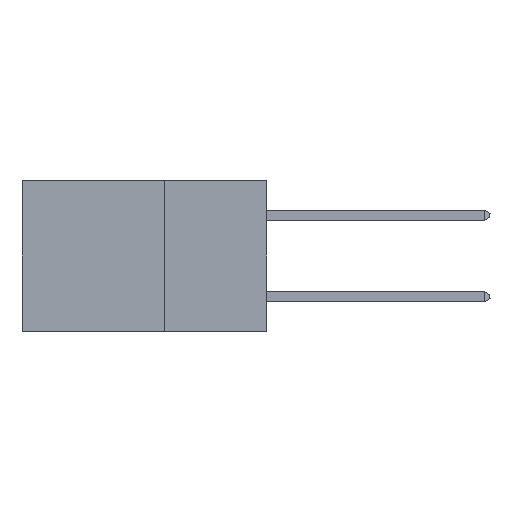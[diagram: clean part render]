
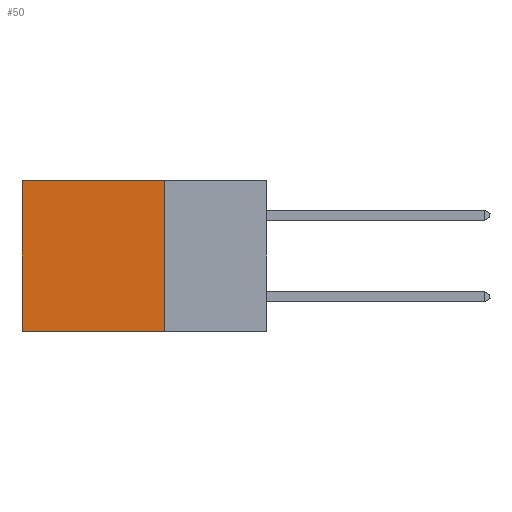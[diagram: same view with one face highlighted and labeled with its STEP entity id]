
A CAD part, left-side view. The second image highlights one B-rep face of the part: STEP entity #50.
In plain terms, the highlighted planar face has unit normal (-1, 0, 0).
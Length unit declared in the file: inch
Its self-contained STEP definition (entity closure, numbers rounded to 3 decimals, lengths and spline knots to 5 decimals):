
#50 = ADVANCED_FACE ( 'NONE', ( #21089 ), #851, .F. ) ;
#851 = PLANE ( 'NONE',  #1165 ) ;
#1165 = AXIS2_PLACEMENT_3D ( 'NONE', #28654, #31639, #13777 ) ;
#2807 = CARTESIAN_POINT ( 'NONE',  ( 0.2875, 0.6, 0. ) ) ;
#4908 = LINE ( 'NONE', #5689, #19891 ) ;
#4977 = EDGE_CURVE ( 'NONE', #15182, #6170, #4908, .T. ) ;
#5245 = CARTESIAN_POINT ( 'NONE',  ( 0.2875, 0.25, 0. ) ) ;
#5525 = LINE ( 'NONE', #12780, #12568 ) ;
#5689 = CARTESIAN_POINT ( 'NONE',  ( 0.2875, 0.25, -0.37 ) ) ;
#5885 = ORIENTED_EDGE ( 'NONE', *, *, #14082, .T. ) ;
#6170 = VERTEX_POINT ( 'NONE', #14113 ) ;
#6993 = VECTOR ( 'NONE', #14260, 39.37008 ) ;
#8244 = EDGE_CURVE ( 'NONE', #16929, #15182, #38703, .T. ) ;
#9896 = DIRECTION ( 'NONE',  ( 0., 0., -1. ) ) ;
#12234 = CARTESIAN_POINT ( 'NONE',  ( 0.2875, 0.25, 0. ) ) ;
#12568 = VECTOR ( 'NONE', #9896, 39.37008 ) ;
#12780 = CARTESIAN_POINT ( 'NONE',  ( 0.2875, 0.6, 0. ) ) ;
#13457 = EDGE_CURVE ( 'NONE', #16929, #32370, #16391, .T. ) ;
#13777 = DIRECTION ( 'NONE',  ( 0., 0., -1. ) ) ;
#14082 = EDGE_CURVE ( 'NONE', #32370, #6170, #5525, .T. ) ;
#14113 = CARTESIAN_POINT ( 'NONE',  ( 0.2875, 0.6, -0.37 ) ) ;
#14260 = DIRECTION ( 'NONE',  ( 0., 0., -1. ) ) ;
#15182 = VERTEX_POINT ( 'NONE', #20797 ) ;
#15919 = ORIENTED_EDGE ( 'NONE', *, *, #8244, .F. ) ;
#16391 = LINE ( 'NONE', #33541, #31308 ) ;
#16822 = ORIENTED_EDGE ( 'NONE', *, *, #13457, .T. ) ;
#16929 = VERTEX_POINT ( 'NONE', #12234 ) ;
#19891 = VECTOR ( 'NONE', #32575, 39.37008 ) ;
#20797 = CARTESIAN_POINT ( 'NONE',  ( 0.2875, 0.25, -0.37 ) ) ;
#21089 = FACE_OUTER_BOUND ( 'NONE', #38286, .T. ) ;
#23631 = ORIENTED_EDGE ( 'NONE', *, *, #4977, .F. ) ;
#28654 = CARTESIAN_POINT ( 'NONE',  ( 0.2875, 0.25, 0. ) ) ;
#31308 = VECTOR ( 'NONE', #36520, 39.37008 ) ;
#31639 = DIRECTION ( 'NONE',  ( 1., 0., 0. ) ) ;
#32370 = VERTEX_POINT ( 'NONE', #2807 ) ;
#32575 = DIRECTION ( 'NONE',  ( 0., 1., 0. ) ) ;
#33541 = CARTESIAN_POINT ( 'NONE',  ( 0.2875, 0.25, 0. ) ) ;
#36520 = DIRECTION ( 'NONE',  ( 0., 1., 0. ) ) ;
#38286 = EDGE_LOOP ( 'NONE', ( #5885, #23631, #15919, #16822 ) ) ;
#38703 = LINE ( 'NONE', #5245, #6993 ) ;
